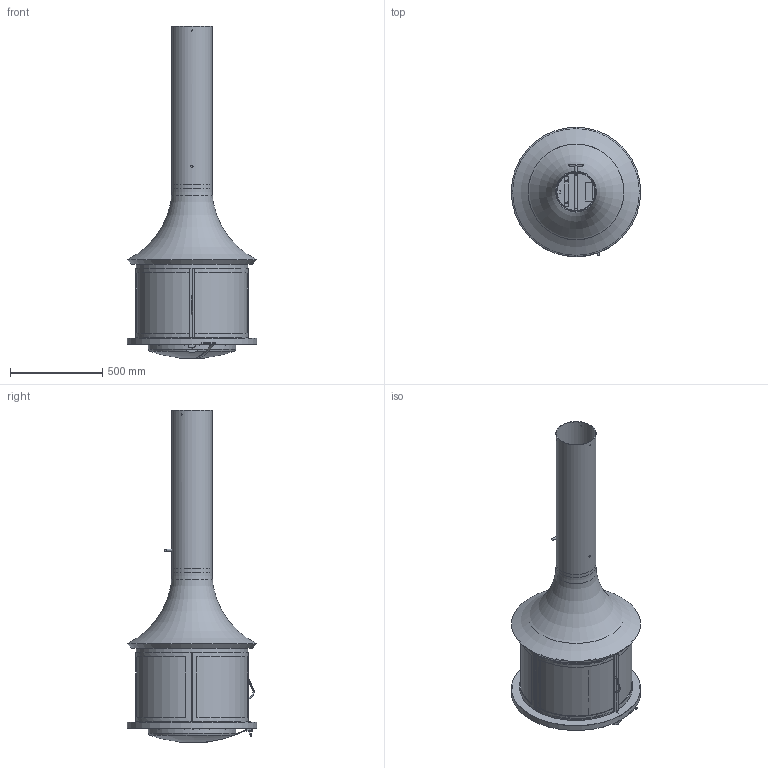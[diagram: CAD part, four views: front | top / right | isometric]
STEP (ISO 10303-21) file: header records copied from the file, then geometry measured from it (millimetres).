
FILE_DESCRIPTION(('STEP AP214'),'1');
FILE_NAME('.stp','2017-01-16T07:55:58',(' '),(' '),'Spatial InterOp 3D',' ',' ');
FILE_SCHEMA(('automotive_design'));
Length unit declared in the file: millimetre
Products named in the file (108): Conduit; Pièce RT 5860; Poignée; registre; vitres 4; vitres; vitres 2; vitres 3; 998 centrale 73; 998 centrale 72; 998 centrale 71; 998 centrale 70; 998 centrale 69; 998 centrale 68; 998 centrale 67; 998 centrale 66; 998 centrale 65; 998 centrale 64; 998 centrale 63; 998 centrale 62; 998 centrale 61; 998 centrale 60; 998 centrale 59; 998 centrale 58; 998 centrale 57; 998 centrale 56; 998 centrale 55; 998 centrale 54; 998 centrale 53; 998 centrale 52; 998 centrale 51; 998 centrale 50; 998 centrale 49; 998 centrale 48; 998 centrale 47; 998 centrale 46; 998 centrale 45; 998 centrale 44; 998 centrale 43; 998 centrale 42 ...
Assembly tree (107 placements, depth 6):
  (unnamed)
    Conduit
    Pièce RT 5860
    Poignée
    registre
    vitres 4
      vitres
      vitres 2
      vitres 3
    998 centrale 73
      998 centrale 72
      998 centrale 71
      998 centrale 70
      998 centrale 69
      998 centrale 68
      998 centrale 67
      998 centrale 66
      998 centrale 65
      998 centrale 64
      998 centrale 63
      998 centrale 62
      998 centrale 61
      998 centrale 60
      998 centrale 59
      998 centrale 58
      998 centrale 57
      998 centrale 56
      998 centrale 55
      998 centrale 54
      998 centrale 53
      998 centrale 52
      998 centrale 51
      998 centrale 50
      998 centrale 49
      998 centrale 48
      998 centrale 47
      998 centrale 46
      998 centrale 45
      998 centrale 44
      998 centrale 43
      998 centrale 42
      998 centrale 41
      998 centrale 40
      998 centrale 39
      998 centrale 38
      998 centrale 37
      998 centrale 36
      998 centrale 35
      998 centrale 34
      998 centrale 33
      998 centrale 32
      998 centrale 31
      998 centrale 30
      998 centrale 29
      998 centrale 28
      998 centrale 27
      998 centrale 26
      998 centrale 25
      998 centrale 24
      998 centrale 23
Bounding box: 700 x 700 x 1796.24 mm (x, y, z)
Volume: 17504267.4 mm3; surface area: 23239408.2 mm2
Topology: 84 solids, 100 shells, 4316 faces, 10688 edges, 6370 vertices
Faces by surface type: plane 1223, bspline 977, cylinder 919, extrusion 436, sphere 285, torus 262, cone 213, revolution 1
Full cylindrical faces by diameter (mm): 4 x35, 5 x9, 5.5 x12, 5.8 x4, 6 x30, 7 x1, 8 x4, 8.4 x1, 8.5 x2, 10 x9, 11.707 x1, 12 x2, 12.078 x1, 12.5 x2, 17 x3, 206 x1, 213.1 x1, 216 x1, 219.1 x1, 460 x1, 468 x1, 508 x1, 518 x1, 574 x1, 592 x1, 602 x2, 692 x1, 700 x1
Entity records: 261395 total; most frequent: CARTESIAN_POINT 132354, ORIENTED_EDGE 20145, DIRECTION 16776, EDGE_CURVE 10092, VERTEX_POINT 6291, AXIS2_PLACEMENT_3D 6156, EDGE_LOOP 4929, FACE_OUTER_BOUND 4475
